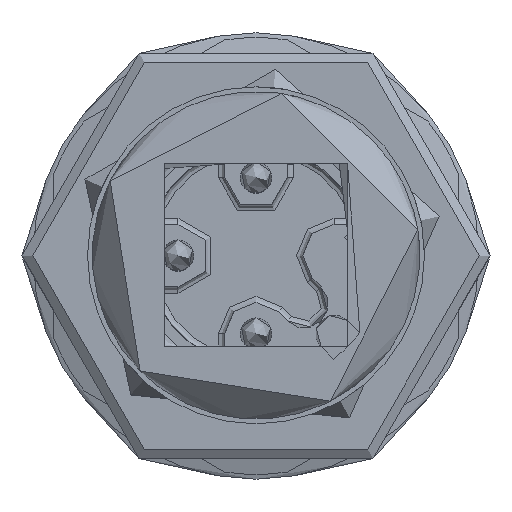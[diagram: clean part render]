
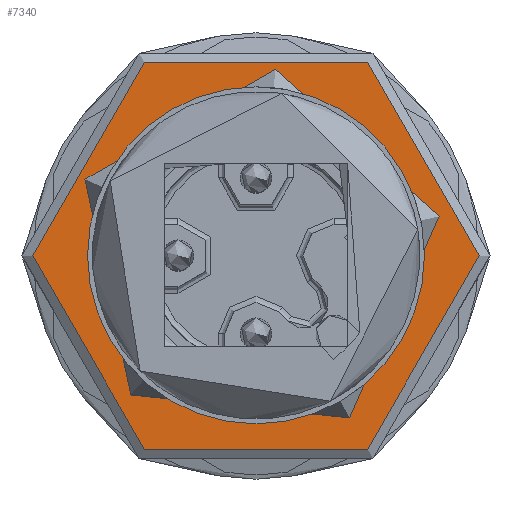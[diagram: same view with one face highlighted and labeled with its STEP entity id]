
A CAD part, top view. The second image highlights one B-rep face of the part: STEP entity #7340.
In plain terms, the highlighted face is planar.
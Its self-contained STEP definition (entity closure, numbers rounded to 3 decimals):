
#1359=FACE_BOUND($,#2098,.T.);
#1600=FACE_OUTER_BOUND($,#2097,.T.);
#2097=EDGE_LOOP($,(#5576));
#2098=EDGE_LOOP($,(#5577));
#2604=CIRCLE($,#8042,7.154);
#2605=CIRCLE($,#8044,6.);
#3211=VERTEX_POINT($,#12680);
#3212=VERTEX_POINT($,#12683);
#4047=EDGE_CURVE($,#3211,#3211,#2604,.T.);
#4048=EDGE_CURVE($,#3212,#3212,#2605,.T.);
#5576=ORIENTED_EDGE($,*,*,#4047,.T.);
#5577=ORIENTED_EDGE($,*,*,#4048,.F.);
#6616=PLANE($,#8043);
#7340=ADVANCED_FACE($,(#1600,#1359),#6616,.F.);
#8042=AXIS2_PLACEMENT_3D($,#12681,#9573,#9574);
#8043=AXIS2_PLACEMENT_3D($,#12682,#9575,#9576);
#8044=AXIS2_PLACEMENT_3D($,#12684,#9577,#9578);
#9573=DIRECTION('center_axis',(1.,0.,0.));
#9574=DIRECTION('ref_axis',(0.,-0.966,0.259));
#9575=DIRECTION('center_axis',(-1.,0.,0.));
#9576=DIRECTION('ref_axis',(0.,0.966,-0.259));
#9577=DIRECTION('center_axis',(1.,0.,0.));
#9578=DIRECTION('ref_axis',(0.,-0.966,0.259));
#12680=CARTESIAN_POINT('',(40.1,43.09,1.851));
#12681=CARTESIAN_POINT('Origin',(40.1,50.,0.));
#12682=CARTESIAN_POINT('Origin',(40.1,48.149,-6.91));
#12683=CARTESIAN_POINT('',(40.1,44.204,1.553));
#12684=CARTESIAN_POINT('Origin',(40.1,50.,0.));
